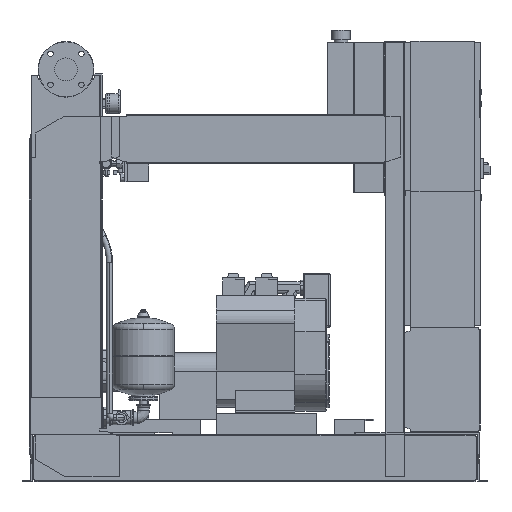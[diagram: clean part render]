
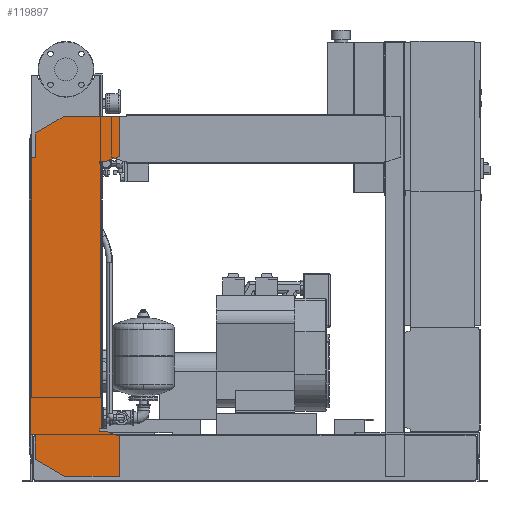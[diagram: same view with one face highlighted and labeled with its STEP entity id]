
A CAD part, front view. The second image highlights one B-rep face of the part: STEP entity #119897.
In plain terms, the highlighted free-form (B-spline) face has degree [1, 1] with [2, 2] control points.
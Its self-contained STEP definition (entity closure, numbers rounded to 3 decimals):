
#119382=CARTESIAN_POINT('',(-102.0,-463.5,1076.0));
#119383=VERTEX_POINT('',#119382);
#119390=CARTESIAN_POINT('',(-102.0,-463.5,1158.574));
#119391=VERTEX_POINT('',#119390);
#119392=CARTESIAN_POINT('',(-102.0,-463.5,1076.0));
#119393=DIRECTION('',(0.0,0.0,1.0));
#119394=VECTOR('',#119393,82.574);
#119395=LINE('',#119392,#119394);
#119396=EDGE_CURVE('',#119383,#119391,#119395,.T.);
#119414=CARTESIAN_POINT('',(-6.,-463.5,1214.0));
#119415=VERTEX_POINT('',#119414);
#119416=CARTESIAN_POINT('',(-102.0,-463.5,1158.574));
#119417=DIRECTION('',(0.866,0.0,0.5));
#119418=VECTOR('',#119417,110.851);
#119419=LINE('',#119416,#119418);
#119420=EDGE_CURVE('',#119391,#119415,#119419,.T.);
#119438=CARTESIAN_POINT('',(177.0,-463.5,1214.0));
#119439=VERTEX_POINT('',#119438);
#119440=CARTESIAN_POINT('',(-6.,-463.5,1214.0));
#119441=DIRECTION('',(1.0,0.0,0.0));
#119442=VECTOR('',#119441,183.0);
#119443=LINE('',#119440,#119442);
#119444=EDGE_CURVE('',#119415,#119439,#119443,.T.);
#119462=CARTESIAN_POINT('',(177.0,-463.5,1080.379));
#119463=VERTEX_POINT('',#119462);
#119464=CARTESIAN_POINT('',(177.0,-463.5,1214.0));
#119465=DIRECTION('',(0.0,0.0,-1.0));
#119466=VECTOR('',#119465,133.621);
#119467=LINE('',#119464,#119466);
#119468=EDGE_CURVE('',#119439,#119463,#119467,.T.);
#119486=CARTESIAN_POINT('',(132.,-463.5,1064.0));
#119487=VERTEX_POINT('',#119486);
#119488=CARTESIAN_POINT('',(177.0,-463.5,1080.379));
#119489=DIRECTION('',(-0.94,0.0,-0.342));
#119490=VECTOR('',#119489,47.888);
#119491=LINE('',#119488,#119490);
#119492=EDGE_CURVE('',#119463,#119487,#119491,.T.);
#119510=CARTESIAN_POINT('',(112.0,-463.5,1064.0));
#119511=VERTEX_POINT('',#119510);
#119512=CARTESIAN_POINT('',(132.,-463.5,1064.0));
#119513=DIRECTION('',(-1.0,0.0,0.0));
#119514=VECTOR('',#119513,20.);
#119515=LINE('',#119512,#119514);
#119516=EDGE_CURVE('',#119487,#119511,#119515,.T.);
#119534=CARTESIAN_POINT('',(112.0,-463.5,1056.0));
#119535=VERTEX_POINT('',#119534);
#119536=CARTESIAN_POINT('',(112.0,-463.5,1064.0));
#119537=DIRECTION('',(0.0,0.0,-1.0));
#119538=VECTOR('',#119537,8.0);
#119539=LINE('',#119536,#119538);
#119540=EDGE_CURVE('',#119511,#119535,#119539,.T.);
#119558=CARTESIAN_POINT('',(120.,-463.5,1056.0));
#119559=VERTEX_POINT('',#119558);
#119560=CARTESIAN_POINT('',(112.0,-463.5,1056.0));
#119561=DIRECTION('',(1.0,0.0,0.0));
#119562=VECTOR('',#119561,8.);
#119563=LINE('',#119560,#119562);
#119564=EDGE_CURVE('',#119535,#119559,#119563,.T.);
#119582=CARTESIAN_POINT('',(120.,-463.5,176.));
#119583=VERTEX_POINT('',#119582);
#119594=CARTESIAN_POINT('',(120.,-463.5,1056.0));
#119595=DIRECTION('',(0.0,0.0,-1.0));
#119596=VECTOR('',#119595,880.);
#119597=LINE('',#119594,#119596);
#119598=EDGE_CURVE('',#119559,#119583,#119597,.T.);
#119612=CARTESIAN_POINT('',(112.,-463.5,176.));
#119613=VERTEX_POINT('',#119612);
#119614=CARTESIAN_POINT('',(120.,-463.5,176.));
#119615=DIRECTION('',(-1.0,0.0,0.0));
#119616=VECTOR('',#119615,8.);
#119617=LINE('',#119614,#119616);
#119618=EDGE_CURVE('',#119583,#119613,#119617,.T.);
#119636=CARTESIAN_POINT('',(112.,-463.5,168.));
#119637=VERTEX_POINT('',#119636);
#119638=CARTESIAN_POINT('',(112.,-463.5,176.));
#119639=DIRECTION('',(0.0,0.0,-1.0));
#119640=VECTOR('',#119639,8.0);
#119641=LINE('',#119638,#119640);
#119642=EDGE_CURVE('',#119613,#119637,#119641,.T.);
#119660=CARTESIAN_POINT('',(132.,-463.5,168.));
#119661=VERTEX_POINT('',#119660);
#119662=CARTESIAN_POINT('',(112.,-463.5,168.));
#119663=DIRECTION('',(1.0,0.0,0.0));
#119664=VECTOR('',#119663,20.0);
#119665=LINE('',#119662,#119664);
#119666=EDGE_CURVE('',#119637,#119661,#119665,.T.);
#119684=CARTESIAN_POINT('',(177.,-463.5,151.621));
#119685=VERTEX_POINT('',#119684);
#119686=CARTESIAN_POINT('',(132.,-463.5,168.));
#119687=DIRECTION('',(0.94,0.0,-0.342));
#119688=VECTOR('',#119687,47.888);
#119689=LINE('',#119686,#119688);
#119690=EDGE_CURVE('',#119661,#119685,#119689,.T.);
#119708=CARTESIAN_POINT('',(177.,-463.5,18.0));
#119709=VERTEX_POINT('',#119708);
#119710=CARTESIAN_POINT('',(177.,-463.5,151.621));
#119711=DIRECTION('',(0.0,0.0,-1.0));
#119712=VECTOR('',#119711,133.621);
#119713=LINE('',#119710,#119712);
#119714=EDGE_CURVE('',#119685,#119709,#119713,.T.);
#119732=CARTESIAN_POINT('',(-4.,-463.5,18.0));
#119733=VERTEX_POINT('',#119732);
#119734=CARTESIAN_POINT('',(177.,-463.5,18.0));
#119735=DIRECTION('',(-1.0,0.0,0.0));
#119736=VECTOR('',#119735,181.);
#119737=LINE('',#119734,#119736);
#119738=EDGE_CURVE('',#119709,#119733,#119737,.T.);
#119756=CARTESIAN_POINT('',(-102.,-463.5,74.58));
#119757=VERTEX_POINT('',#119756);
#119758=CARTESIAN_POINT('',(-4.,-463.5,18.0));
#119759=DIRECTION('',(-0.866,0.,0.5));
#119760=VECTOR('',#119759,113.161);
#119761=LINE('',#119758,#119760);
#119762=EDGE_CURVE('',#119733,#119757,#119761,.T.);
#119780=CARTESIAN_POINT('',(-102.,-463.5,156.0));
#119781=VERTEX_POINT('',#119780);
#119782=CARTESIAN_POINT('',(-102.,-463.5,74.58));
#119783=DIRECTION('',(0.0,0.0,1.0));
#119784=VECTOR('',#119783,81.42);
#119785=LINE('',#119782,#119784);
#119786=EDGE_CURVE('',#119757,#119781,#119785,.T.);
#119804=CARTESIAN_POINT('',(-122.,-463.5,156.0));
#119805=VERTEX_POINT('',#119804);
#119806=CARTESIAN_POINT('',(-102.,-463.5,156.0));
#119807=DIRECTION('',(-1.0,0.0,0.0));
#119808=VECTOR('',#119807,20.0);
#119809=LINE('',#119806,#119808);
#119810=EDGE_CURVE('',#119781,#119805,#119809,.T.);
#119828=CARTESIAN_POINT('',(-122.0,-463.5,1076.0));
#119829=VERTEX_POINT('',#119828);
#119842=CARTESIAN_POINT('',(-122.,-463.5,156.0));
#119843=DIRECTION('',(0.0,0.0,1.0));
#119844=VECTOR('',#119843,920.0);
#119845=LINE('',#119842,#119844);
#119846=EDGE_CURVE('',#119805,#119829,#119845,.T.);
#119860=CARTESIAN_POINT('',(-122.0,-463.5,1076.0));
#119861=DIRECTION('',(1.0,0.0,0.0));
#119862=VECTOR('',#119861,20.0);
#119863=LINE('',#119860,#119862);
#119864=EDGE_CURVE('',#119829,#119383,#119863,.T.);
#119870=CARTESIAN_POINT('',(-122.,-463.5,18.0));
#119871=CARTESIAN_POINT('',(177.0,-463.5,18.0));
#119872=CARTESIAN_POINT('',(-122.,-463.5,1214.0));
#119873=CARTESIAN_POINT('',(177.0,-463.5,1214.0));
#119874=B_SPLINE_SURFACE_WITH_KNOTS('',1,1,((#119870,#119872),(#119871,#119873)),.UNSPECIFIED.,.F.,.F.,.U.,(2,2),(2,2),(0.0,299.),(0.0,1196.0),.UNSPECIFIED.);
#119875=ORIENTED_EDGE('',*,*,#119864,.F.);
#119876=ORIENTED_EDGE('',*,*,#119846,.F.);
#119877=ORIENTED_EDGE('',*,*,#119810,.F.);
#119878=ORIENTED_EDGE('',*,*,#119786,.F.);
#119879=ORIENTED_EDGE('',*,*,#119762,.F.);
#119880=ORIENTED_EDGE('',*,*,#119738,.F.);
#119881=ORIENTED_EDGE('',*,*,#119714,.F.);
#119882=ORIENTED_EDGE('',*,*,#119690,.F.);
#119883=ORIENTED_EDGE('',*,*,#119666,.F.);
#119884=ORIENTED_EDGE('',*,*,#119642,.F.);
#119885=ORIENTED_EDGE('',*,*,#119618,.F.);
#119886=ORIENTED_EDGE('',*,*,#119598,.F.);
#119887=ORIENTED_EDGE('',*,*,#119564,.F.);
#119888=ORIENTED_EDGE('',*,*,#119540,.F.);
#119889=ORIENTED_EDGE('',*,*,#119516,.F.);
#119890=ORIENTED_EDGE('',*,*,#119492,.F.);
#119891=ORIENTED_EDGE('',*,*,#119468,.F.);
#119892=ORIENTED_EDGE('',*,*,#119444,.F.);
#119893=ORIENTED_EDGE('',*,*,#119420,.F.);
#119894=ORIENTED_EDGE('',*,*,#119396,.F.);
#119895=EDGE_LOOP('',(#119875,#119876,#119877,#119878,#119879,#119880,#119881,#119882,#119883,#119884,#119885,#119886,#119887,#119888,#119889,#119890,#119891,#119892,#119893,#119894));
#119896=FACE_OUTER_BOUND('',#119895,.T.);
#119897=ADVANCED_FACE('',(#119896),#119874,.T.);
